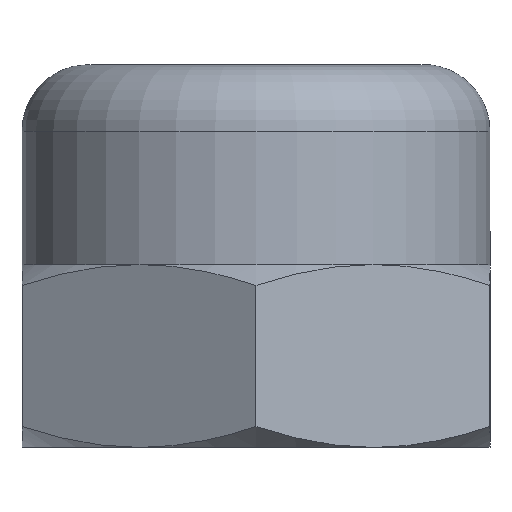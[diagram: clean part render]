
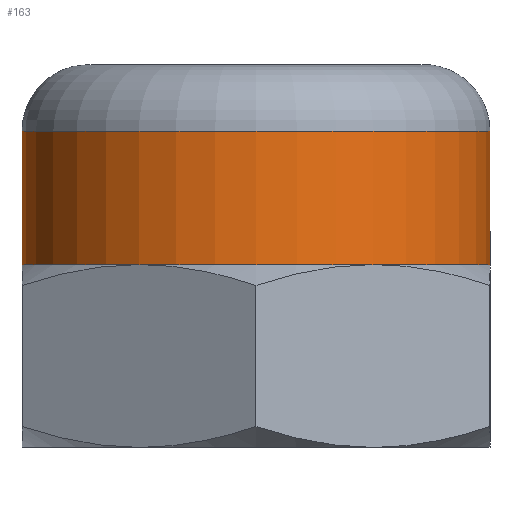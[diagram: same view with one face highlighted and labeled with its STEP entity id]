
A CAD part, front view. The second image highlights one B-rep face of the part: STEP entity #163.
In plain terms, the highlighted cylindrical face has radius 2.75 mm (diameter 5.5 mm), a full revolution.
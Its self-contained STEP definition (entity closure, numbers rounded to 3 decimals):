
#3 = CARTESIAN_POINT ( 'NONE',  ( -2.75, 0., 0. ) ) ;
#6 = DIRECTION ( 'NONE',  ( 0., 0., 1. ) ) ;
#10 = EDGE_LOOP ( 'NONE', ( #731, #371, #413, #635, #264, #489 ) ) ;
#11 = AXIS2_PLACEMENT_3D ( 'NONE', #431, #6, #368 ) ;
#12 = DIRECTION ( 'NONE',  ( 1., 0., 0. ) ) ;
#16 = CARTESIAN_POINT ( 'NONE',  ( 0., 0., 0. ) ) ;
#23 = DIRECTION ( 'NONE',  ( 0., 0., 1. ) ) ;
#33 = EDGE_CURVE ( 'NONE', #322, #125, #439, .T. ) ;
#52 = CARTESIAN_POINT ( 'NONE',  ( 0., 0., 0. ) ) ;
#112 = DIRECTION ( 'NONE',  ( 0., 0., 1. ) ) ;
#125 = VERTEX_POINT ( 'NONE', #450 ) ;
#138 = DIRECTION ( 'NONE',  ( 1., 0., 0. ) ) ;
#147 = AXIS2_PLACEMENT_3D ( 'NONE', #348, #585, #532 ) ;
#152 = CYLINDRICAL_SURFACE ( 'NONE', #620, 2.75 ) ;
#163 = ADVANCED_FACE ( 'NONE', ( #504, #274 ), #152, .T. ) ;
#173 = AXIS2_PLACEMENT_3D ( 'NONE', #641, #290, #515 ) ;
#215 = CARTESIAN_POINT ( 'NONE',  ( 0., 0., 0. ) ) ;
#216 = DIRECTION ( 'NONE',  ( 0., 0., 1. ) ) ;
#219 = EDGE_CURVE ( 'NONE', #442, #502, #628, .T. ) ;
#227 = CIRCLE ( 'NONE', #374, 2.75 ) ;
#241 = AXIS2_PLACEMENT_3D ( 'NONE', #16, #663, #12 ) ;
#255 = DIRECTION ( 'NONE',  ( 0., 0., 1. ) ) ;
#258 = EDGE_CURVE ( 'NONE', #369, #369, #653, .T. ) ;
#264 = ORIENTED_EDGE ( 'NONE', *, *, #33, .T. ) ;
#274 = FACE_OUTER_BOUND ( 'NONE', #289, .T. ) ;
#276 = AXIS2_PLACEMENT_3D ( 'NONE', #52, #255, #422 ) ;
#289 = EDGE_LOOP ( 'NONE', ( #650 ) ) ;
#290 = DIRECTION ( 'NONE',  ( 0., 0., 1. ) ) ;
#300 = VERTEX_POINT ( 'NONE', #757 ) ;
#317 = EDGE_CURVE ( 'NONE', #125, #300, #509, .T. ) ;
#322 = VERTEX_POINT ( 'NONE', #3 ) ;
#341 = DIRECTION ( 'NONE',  ( 1., 0., 0. ) ) ;
#348 = CARTESIAN_POINT ( 'NONE',  ( 0., 0., 1.567 ) ) ;
#353 = DIRECTION ( 'NONE',  ( 1., 0., 0. ) ) ;
#368 = DIRECTION ( 'NONE',  ( 1., 0., 0. ) ) ;
#369 = VERTEX_POINT ( 'NONE', #415 ) ;
#371 = ORIENTED_EDGE ( 'NONE', *, *, #219, .T. ) ;
#374 = AXIS2_PLACEMENT_3D ( 'NONE', #215, #23, #138 ) ;
#388 = CARTESIAN_POINT ( 'NONE',  ( 1.375, 2.382, 0. ) ) ;
#390 = CARTESIAN_POINT ( 'NONE',  ( 0., 0., 9.481 ) ) ;
#393 = EDGE_CURVE ( 'NONE', #502, #518, #572, .T. ) ;
#413 = ORIENTED_EDGE ( 'NONE', *, *, #393, .T. ) ;
#415 = CARTESIAN_POINT ( 'NONE',  ( 2.75, 0., 1.567 ) ) ;
#422 = DIRECTION ( 'NONE',  ( 1., 0., 0. ) ) ;
#431 = CARTESIAN_POINT ( 'NONE',  ( 0., 0., 0. ) ) ;
#433 = CARTESIAN_POINT ( 'NONE',  ( 2.75, 0., 0. ) ) ;
#439 = CIRCLE ( 'NONE', #11, 2.75 ) ;
#442 = VERTEX_POINT ( 'NONE', #433 ) ;
#450 = CARTESIAN_POINT ( 'NONE',  ( -1.375, -2.382, 0. ) ) ;
#452 = EDGE_CURVE ( 'NONE', #518, #322, #227, .T. ) ;
#489 = ORIENTED_EDGE ( 'NONE', *, *, #317, .T. ) ;
#502 = VERTEX_POINT ( 'NONE', #388 ) ;
#504 = FACE_OUTER_BOUND ( 'NONE', #10, .T. ) ;
#509 = CIRCLE ( 'NONE', #276, 2.75 ) ;
#515 = DIRECTION ( 'NONE',  ( 1., 0., 0. ) ) ;
#518 = VERTEX_POINT ( 'NONE', #570 ) ;
#532 = DIRECTION ( 'NONE',  ( 1., 0., 0. ) ) ;
#535 = AXIS2_PLACEMENT_3D ( 'NONE', #592, #112, #353 ) ;
#570 = CARTESIAN_POINT ( 'NONE',  ( -1.375, 2.382, 0. ) ) ;
#572 = CIRCLE ( 'NONE', #241, 2.75 ) ;
#585 = DIRECTION ( 'NONE',  ( 0., 0., 1. ) ) ;
#592 = CARTESIAN_POINT ( 'NONE',  ( 0., 0., 0. ) ) ;
#620 = AXIS2_PLACEMENT_3D ( 'NONE', #390, #216, #341 ) ;
#628 = CIRCLE ( 'NONE', #535, 2.75 ) ;
#635 = ORIENTED_EDGE ( 'NONE', *, *, #452, .T. ) ;
#641 = CARTESIAN_POINT ( 'NONE',  ( 0., 0., 0. ) ) ;
#650 = ORIENTED_EDGE ( 'NONE', *, *, #258, .F. ) ;
#653 = CIRCLE ( 'NONE', #147, 2.75 ) ;
#663 = DIRECTION ( 'NONE',  ( 0., 0., 1. ) ) ;
#702 = CIRCLE ( 'NONE', #173, 2.75 ) ;
#709 = EDGE_CURVE ( 'NONE', #300, #442, #702, .T. ) ;
#731 = ORIENTED_EDGE ( 'NONE', *, *, #709, .T. ) ;
#757 = CARTESIAN_POINT ( 'NONE',  ( 1.375, -2.382, 0. ) ) ;
